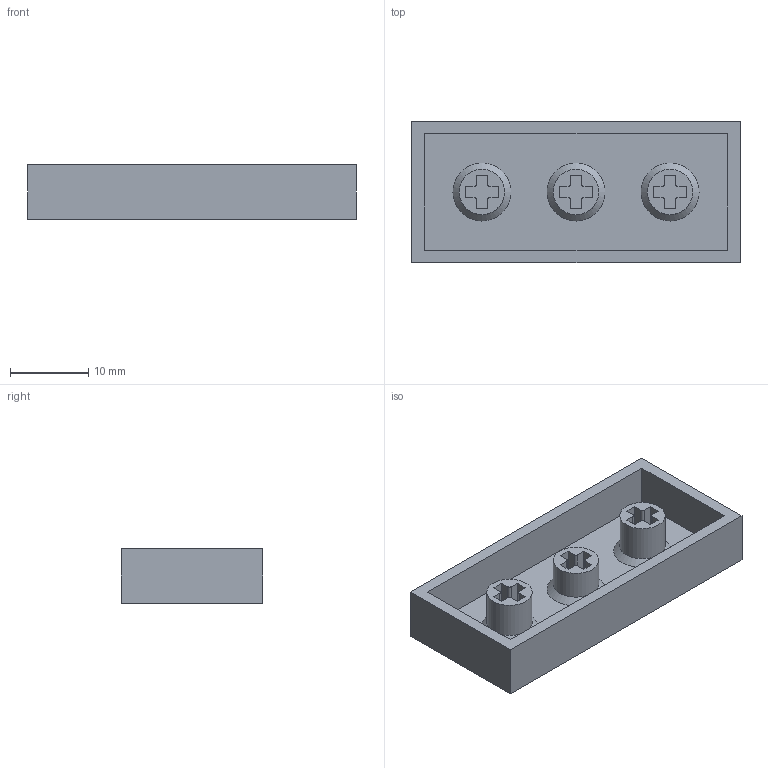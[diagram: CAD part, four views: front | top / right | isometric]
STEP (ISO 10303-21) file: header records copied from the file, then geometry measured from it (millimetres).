
FILE_DESCRIPTION(('HOOPS Exchange Step'),'2;1');
FILE_NAME('temp_export','2023-10-19T16:20:11-04:00',('jscotto'),('Shapr3D Limited'),'HOOPS Exchange 2023.2','Shapr3D','Authorized');
FILE_SCHEMA( ('AUTOMOTIVE_DESIGN { 1 0 10303 214 1 1 1 1 }') );
Length unit declared in the file: millimetre
Products named in the file (1): Sharp (2.25u)
Bounding box: 41.86 x 18.05 x 6.9 mm (x, y, z)
Volume: 2327.6 mm3; surface area: 3441.5 mm2
Topology: 1 solids, 1 shells, 71 faces, 192 edges, 130 vertices
Faces by surface type: plane 53, cylinder 15, cone 3
Full cylindrical faces by diameter (mm): 5.8 x3
Entity records: 2260 total; most frequent: CARTESIAN_POINT 394, ORIENTED_EDGE 384, DIRECTION 378, EDGE_CURVE 192, VECTOR 150, LINE 150, VERTEX_POINT 130, AXIS2_PLACEMENT_3D 114
